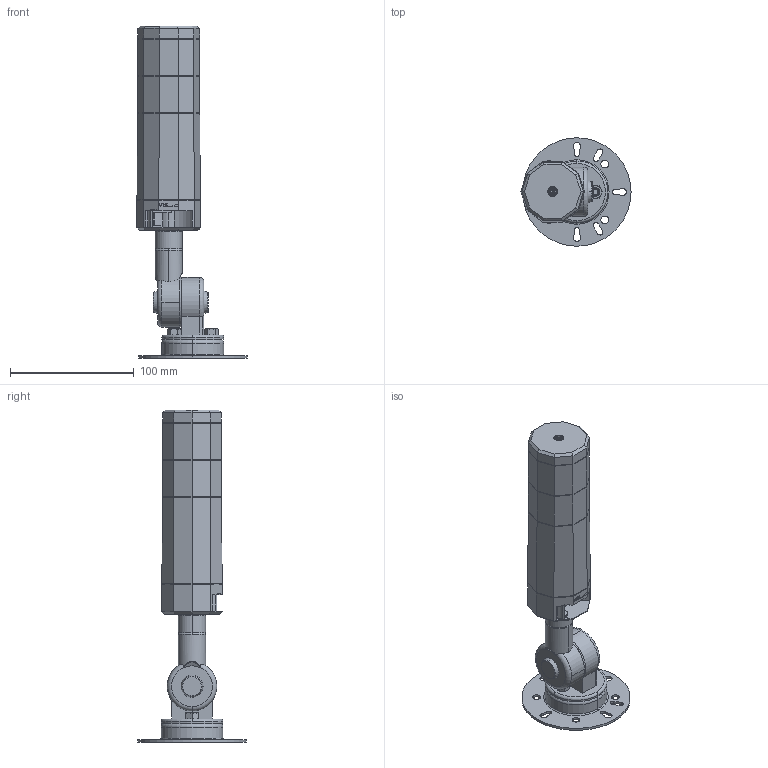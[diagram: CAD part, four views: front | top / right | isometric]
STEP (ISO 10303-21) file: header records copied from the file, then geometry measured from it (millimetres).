
FILE_DESCRIPTION (( 'STEP AP203' ), '1' );
FILE_NAME ('NLA50DC-2B3DZ SERIES.STEP', '2026-03-09T03:03:16', ( '' ), ( '' ), 'SwSTEP 2.0', 'SolidWorks 2021', '' );
FILE_SCHEMA (( 'CONFIG_CONTROL_DESIGN' ));
Length unit declared in the file: millimetre
Products named in the file (1): NLA50DC-2B3DZ SERIES
Bounding box: 88.86 x 87.5 x 268 mm (x, y, z)
Volume: 386290.2 mm3; surface area: 85242.7 mm2
Topology: 24 solids, 24 shells, 598 faces, 1490 edges, 962 vertices
Faces by surface type: plane 324, cylinder 152, bspline 62, cone 30, torus 24, sphere 6
Entity records: 18944 total; most frequent: CARTESIAN_POINT 4641, ORIENTED_EDGE 2980, DIRECTION 2906, EDGE_CURVE 1490, AXIS2_PLACEMENT_3D 1013, VERTEX_POINT 962, VECTOR 880, LINE 880
